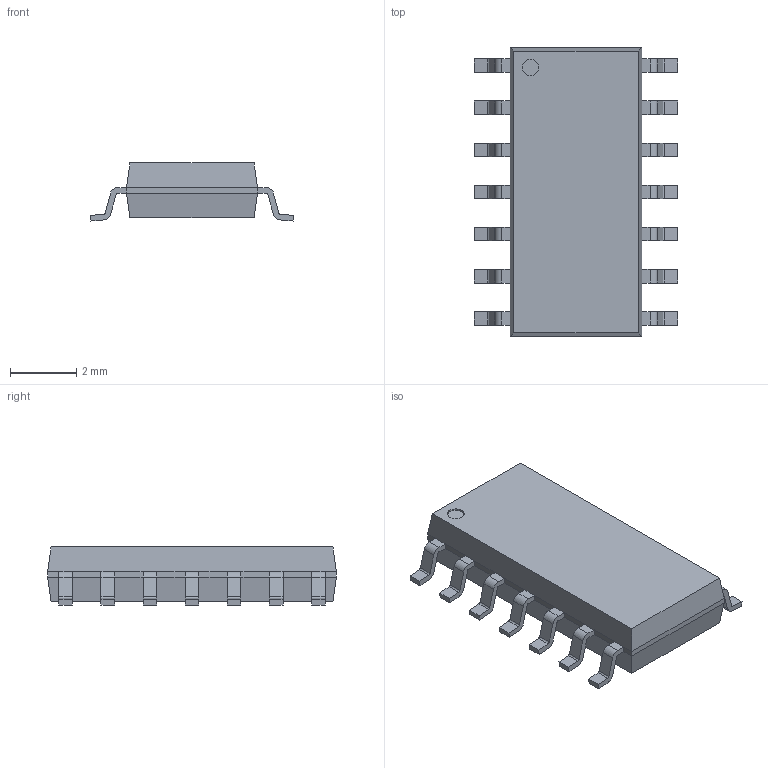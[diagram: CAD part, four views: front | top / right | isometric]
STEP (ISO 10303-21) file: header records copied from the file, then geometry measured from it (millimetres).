
FILE_DESCRIPTION (( 'STEP AP214' ), '1' );
FILE_NAME ('User Library-SOIC for 3DCC.STEP', '2019-04-04T12:19:22', ( '' ), ( '' ), 'SwSTEP 2.0', 'SolidWorks 2019', '' );
FILE_SCHEMA (( 'AUTOMOTIVE_DESIGN' ));
Length unit declared in the file: millimetre
Products named in the file (1): User Library-SOIC for 3DCC
Bounding box: 6.12 x 8.7 x 1.75 mm (x, y, z)
Volume: 56.4 mm3; surface area: 131.7 mm2
Topology: 1 solids, 1 shells, 213 faces, 566 edges, 356 vertices
Faces by surface type: plane 155, cylinder 58
Entity records: 6879 total; most frequent: CARTESIAN_POINT 1136, ORIENTED_EDGE 1132, DIRECTION 1110, EDGE_CURVE 566, VECTOR 450, LINE 450, VERTEX_POINT 356, AXIS2_PLACEMENT_3D 330
